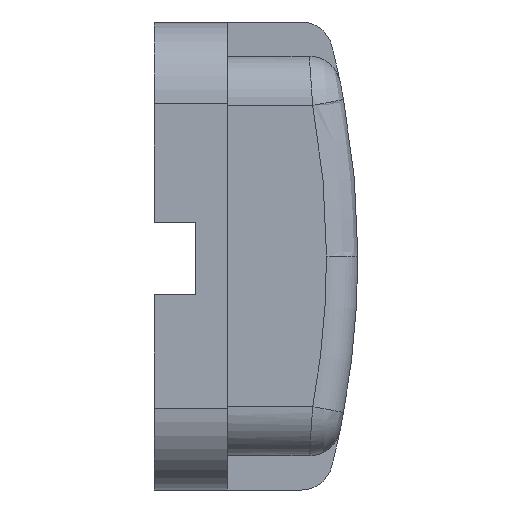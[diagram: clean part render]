
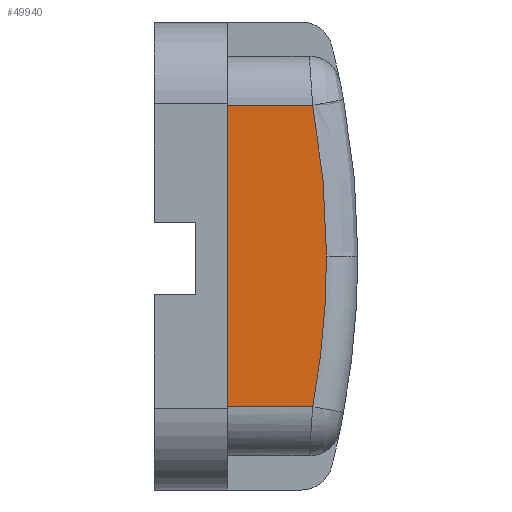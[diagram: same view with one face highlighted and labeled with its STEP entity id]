
A CAD part, left-side view. The second image highlights one B-rep face of the part: STEP entity #49940.
In plain terms, the highlighted planar face has unit normal (-1, 0, 0).
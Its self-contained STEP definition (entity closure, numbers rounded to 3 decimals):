
#47090=CARTESIAN_POINT('',(37.356,-21.378,
-14.396));
#47100=VERTEX_POINT('',#47090);
#47780=CARTESIAN_POINT('',(37.356,56.299,
0.));
#47790=DIRECTION('',(1.,0.,0.));
#47800=DIRECTION('',(0.,-1.,0.));
#47810=AXIS2_PLACEMENT_3D('',#47780,#47790,#47800);
#47820=CIRCLE('',#47810,79.);
#47830=CARTESIAN_POINT('',(37.356,-22.701,
0.02));
#47840=VERTEX_POINT('',#47830);
#47850=EDGE_CURVE('',#47840,#47100,#47820,.T.);
#49450=CARTESIAN_POINT('',(37.356,-13.201,0.));
#49460=DIRECTION('',(-1.,0.,0.));
#49470=DIRECTION('',(0.,1.,0.));
#49480=AXIS2_PLACEMENT_3D('',#49450,#49460,#49470);
#49490=PLANE('',#49480);
#49500=CARTESIAN_POINT('',(37.356,-13.201,0.));
#49510=DIRECTION('',(0.,0.,1.));
#49520=VECTOR('',#49510,1.);
#49530=LINE('',#49500,#49520);
#49540=CARTESIAN_POINT('',(37.356,-13.201,-14.396
));
#49550=VERTEX_POINT('',#49540);
#49560=CARTESIAN_POINT('',(37.356,-13.201,14.439))
;
#49570=VERTEX_POINT('',#49560);
#49580=EDGE_CURVE('',#49550,#49570,#49530,.T.);
#49590=ORIENTED_EDGE('',*,*,#49580,.F.);
#49600=CARTESIAN_POINT('',(37.356,0.,14.439));
#49610=DIRECTION('',(0.,1.,0.));
#49620=VECTOR('',#49610,1.);
#49630=LINE('',#49600,#49620);
#49640=CARTESIAN_POINT('',(37.356,-21.378,
14.439));
#49650=VERTEX_POINT('',#49640);
#49660=EDGE_CURVE('',#49650,#49570,#49630,.T.);
#49670=ORIENTED_EDGE('',*,*,#49660,.T.);
#49680=CARTESIAN_POINT('',(37.356,-20.775,
17.377));
#49690=CARTESIAN_POINT('',(37.356,-21.009,
16.339));
#49700=CARTESIAN_POINT('',(37.356,-21.221,
15.296));
#49710=CARTESIAN_POINT('',(37.356,-21.627,
13.078));
#49720=CARTESIAN_POINT('',(37.356,-21.814,
11.902));
#49730=CARTESIAN_POINT('',(37.356,-22.136,
9.543));
#49740=CARTESIAN_POINT('',(37.356,-22.27,
8.36));
#49750=CARTESIAN_POINT('',(37.356,-22.485,
5.989));
#49760=CARTESIAN_POINT('',(37.356,-22.566,
4.801));
#49770=CARTESIAN_POINT('',(37.356,-22.668,
2.555));
#49780=CARTESIAN_POINT('',(37.356,-22.694,
1.497));
#49790=CARTESIAN_POINT('',(37.356,-22.7,
0.299));
#49800=CARTESIAN_POINT('',(37.356,-22.701,
0.16));
#49810=CARTESIAN_POINT('',(37.356,-22.701,
0.02));
#49820=B_SPLINE_CURVE_WITH_KNOTS('',3,(#49680,#49690,#49700,#49710,
#49720,#49730,#49740,#49750,#49760,#49770,#49780,#49790,#49800,#49810),
.UNSPECIFIED.,.F.,.F.,(4,2,2,2,2,2,4),(487.923,491.177,
494.815,498.453,502.092,505.327,
505.752),.UNSPECIFIED.);
#49830=EDGE_CURVE('',#49650,#47840,#49820,.T.);
#49840=ORIENTED_EDGE('',*,*,#49830,.F.);
#49850=ORIENTED_EDGE('',*,*,#47850,.F.);
#49860=CARTESIAN_POINT('',(37.356,0.,-14.396));
#49870=DIRECTION('',(0.,1.,0.));
#49880=VECTOR('',#49870,1.);
#49890=LINE('',#49860,#49880);
#49900=EDGE_CURVE('',#47100,#49550,#49890,.T.);
#49910=ORIENTED_EDGE('',*,*,#49900,.F.);
#49920=EDGE_LOOP('',(#49910,#49850,#49840,#49670,#49590));
#49930=FACE_OUTER_BOUND('',#49920,.T.);
#49940=ADVANCED_FACE('',(#49930),#49490,.T.);
